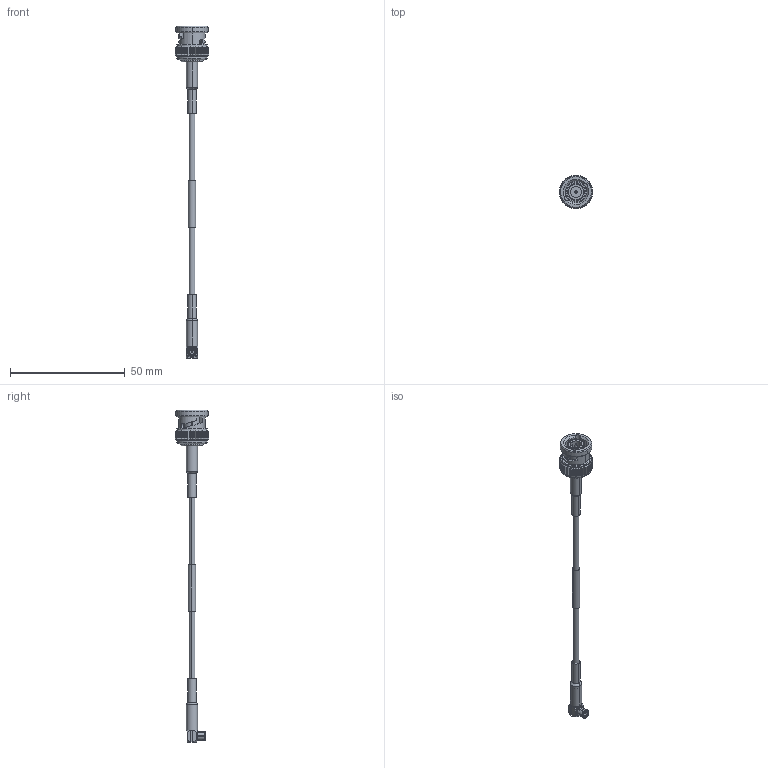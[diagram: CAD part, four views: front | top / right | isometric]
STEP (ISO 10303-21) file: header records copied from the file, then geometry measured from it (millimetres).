
FILE_DESCRIPTION (( 'STEP AP214' ), '1' );
FILE_NAME ('FMC0817315_3D.step', '2024-02-21T21:42:33', ( '' ), ( '' ), 'SwSTEP 2.0', 'SolidWorks 2022', '' );
FILE_SCHEMA (( 'AUTOMOTIVE_DESIGN' ));
Length unit declared in the file: inch
Products named in the file (5): SC9466_3D^FMC0817315; FMC0817315_3D; Heat Shrinks^FMC0817315; RG316U^FMC0817315_RG316U; SC6031_3D^FMC0817315
Assembly tree (5 placements, depth 2):
  FMC0817315_3D
    RG316U^FMC0817315_RG316U
    Heat Shrinks^FMC0817315  x2
    SC6031_3D^FMC0817315
    SC9466_3D^FMC0817315
Bounding box: 14.46 x 14.46 x 144.4 mm (x, y, z)
Volume: 2977.4 mm3; surface area: 4256.7 mm2
Topology: 7 solids, 8 shells, 601 faces, 1385 edges, 818 vertices
Faces by surface type: plane 236, cone 179, cylinder 164, bspline 16, torus 6
Entity records: 18491 total; most frequent: CARTESIAN_POINT 5230, ORIENTED_EDGE 2730, DIRECTION 2713, EDGE_CURVE 1365, AXIS2_PLACEMENT_3D 1130, VERTEX_POINT 809, EDGE_LOOP 622, ADVANCED_FACE 592
